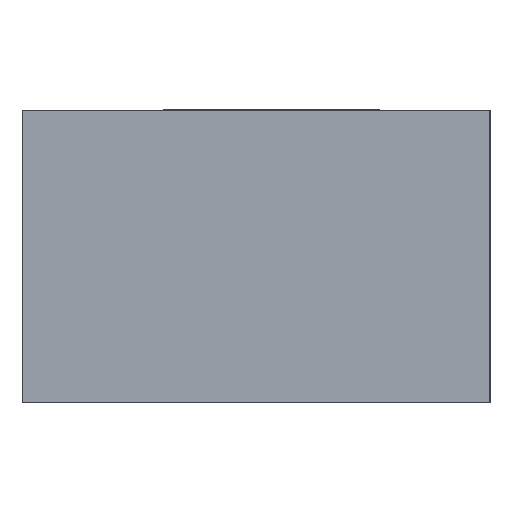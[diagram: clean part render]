
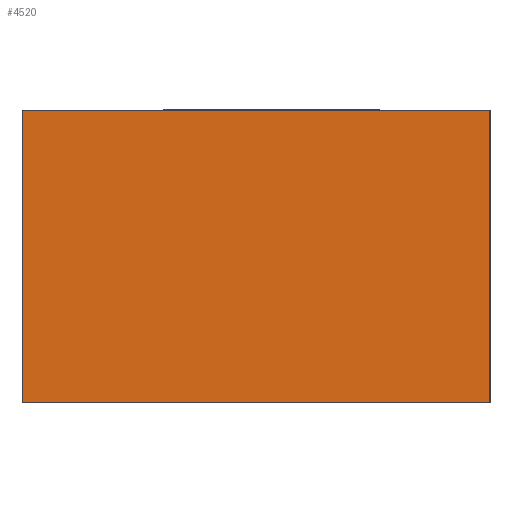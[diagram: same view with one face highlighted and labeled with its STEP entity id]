
A CAD part, left-side view. The second image highlights one B-rep face of the part: STEP entity #4520.
In plain terms, the highlighted planar face has unit normal (-1, 0, 0).
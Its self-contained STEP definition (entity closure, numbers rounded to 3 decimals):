
#1578 = PLANE('',#1579);
#1579 = AXIS2_PLACEMENT_3D('',#1580,#1581,#1582);
#1580 = CARTESIAN_POINT('',(-1.55,0.8,0.05));
#1581 = DIRECTION('',(0.,-1.,0.));
#1582 = DIRECTION('',(1.,0.,0.));
#1795 = PLANE('',#1796);
#1796 = AXIS2_PLACEMENT_3D('',#1797,#1798,#1799);
#1797 = CARTESIAN_POINT('',(-1.6,0.8,1.));
#1798 = DIRECTION('',(0.,0.,-1.));
#1799 = DIRECTION('',(0.,-1.,0.));
#1894 = PLANE('',#1895);
#1895 = AXIS2_PLACEMENT_3D('',#1896,#1897,#1898);
#1896 = CARTESIAN_POINT('',(-1.55,-0.8,0.05));
#1897 = DIRECTION('',(0.,1.,0.));
#1898 = DIRECTION('',(-1.,0.,0.));
#3246 = VERTEX_POINT('',#3247);
#3247 = CARTESIAN_POINT('',(-1.6,0.8,0.));
#3261 = PLANE('',#3262);
#3262 = AXIS2_PLACEMENT_3D('',#3263,#3264,#3265);
#3263 = CARTESIAN_POINT('',(0.,0.,
    0.));
#3264 = DIRECTION('',(0.,0.,1.));
#3265 = DIRECTION('',(0.,1.,0.));
#3276 = VERTEX_POINT('',#3277);
#3277 = CARTESIAN_POINT('',(-1.6,0.8,1.));
#3298 = EDGE_CURVE('',#3276,#3246,#3299,.T.);
#3299 = SURFACE_CURVE('',#3300,(#3304,#3311),.PCURVE_S1.);
#3300 = LINE('',#3301,#3302);
#3301 = CARTESIAN_POINT('',(-1.6,0.8,0.05));
#3302 = VECTOR('',#3303,1.);
#3303 = DIRECTION('',(0.,0.,-1.));
#3304 = PCURVE('',#1578,#3305);
#3305 = DEFINITIONAL_REPRESENTATION('',(#3306),#3310);
#3306 = LINE('',#3307,#3308);
#3307 = CARTESIAN_POINT('',(-0.05,0.));
#3308 = VECTOR('',#3309,1.);
#3309 = DIRECTION('',(0.,-1.));
#3310 = ( GEOMETRIC_REPRESENTATION_CONTEXT(2) 
PARAMETRIC_REPRESENTATION_CONTEXT() REPRESENTATION_CONTEXT('2D SPACE',''
  ) );
#3311 = PCURVE('',#3312,#3317);
#3312 = PLANE('',#3313);
#3313 = AXIS2_PLACEMENT_3D('',#3314,#3315,#3316);
#3314 = CARTESIAN_POINT('',(-1.6,0.8,0.05));
#3315 = DIRECTION('',(1.,0.,0.));
#3316 = DIRECTION('',(0.,1.,0.));
#3317 = DEFINITIONAL_REPRESENTATION('',(#3318),#3322);
#3318 = LINE('',#3319,#3320);
#3319 = CARTESIAN_POINT('',(0.,0.));
#3320 = VECTOR('',#3321,1.);
#3321 = DIRECTION('',(0.,-1.));
#3322 = ( GEOMETRIC_REPRESENTATION_CONTEXT(2) 
PARAMETRIC_REPRESENTATION_CONTEXT() REPRESENTATION_CONTEXT('2D SPACE',''
  ) );
#3809 = VERTEX_POINT('',#3810);
#3810 = CARTESIAN_POINT('',(-1.6,-0.8,1.));
#3831 = EDGE_CURVE('',#3809,#3276,#3832,.T.);
#3832 = SURFACE_CURVE('',#3833,(#3837,#3844),.PCURVE_S1.);
#3833 = LINE('',#3834,#3835);
#3834 = CARTESIAN_POINT('',(-1.6,0.8,1.));
#3835 = VECTOR('',#3836,1.);
#3836 = DIRECTION('',(0.,1.,0.));
#3837 = PCURVE('',#1795,#3838);
#3838 = DEFINITIONAL_REPRESENTATION('',(#3839),#3843);
#3839 = LINE('',#3840,#3841);
#3840 = CARTESIAN_POINT('',(0.,0.));
#3841 = VECTOR('',#3842,1.);
#3842 = DIRECTION('',(-1.,0.));
#3843 = ( GEOMETRIC_REPRESENTATION_CONTEXT(2) 
PARAMETRIC_REPRESENTATION_CONTEXT() REPRESENTATION_CONTEXT('2D SPACE',''
  ) );
#3844 = PCURVE('',#3312,#3845);
#3845 = DEFINITIONAL_REPRESENTATION('',(#3846),#3850);
#3846 = LINE('',#3847,#3848);
#3847 = CARTESIAN_POINT('',(0.,0.95));
#3848 = VECTOR('',#3849,1.);
#3849 = DIRECTION('',(1.,0.));
#3850 = ( GEOMETRIC_REPRESENTATION_CONTEXT(2) 
PARAMETRIC_REPRESENTATION_CONTEXT() REPRESENTATION_CONTEXT('2D SPACE',''
  ) );
#3857 = VERTEX_POINT('',#3858);
#3858 = CARTESIAN_POINT('',(-1.6,-0.8,0.));
#3879 = EDGE_CURVE('',#3809,#3857,#3880,.T.);
#3880 = SURFACE_CURVE('',#3881,(#3885,#3892),.PCURVE_S1.);
#3881 = LINE('',#3882,#3883);
#3882 = CARTESIAN_POINT('',(-1.6,-0.8,0.05));
#3883 = VECTOR('',#3884,1.);
#3884 = DIRECTION('',(0.,0.,-1.));
#3885 = PCURVE('',#1894,#3886);
#3886 = DEFINITIONAL_REPRESENTATION('',(#3887),#3891);
#3887 = LINE('',#3888,#3889);
#3888 = CARTESIAN_POINT('',(0.05,0.));
#3889 = VECTOR('',#3890,1.);
#3890 = DIRECTION('',(0.,-1.));
#3891 = ( GEOMETRIC_REPRESENTATION_CONTEXT(2) 
PARAMETRIC_REPRESENTATION_CONTEXT() REPRESENTATION_CONTEXT('2D SPACE',''
  ) );
#3892 = PCURVE('',#3312,#3893);
#3893 = DEFINITIONAL_REPRESENTATION('',(#3894),#3898);
#3894 = LINE('',#3895,#3896);
#3895 = CARTESIAN_POINT('',(-1.6,0.));
#3896 = VECTOR('',#3897,1.);
#3897 = DIRECTION('',(0.,-1.));
#3898 = ( GEOMETRIC_REPRESENTATION_CONTEXT(2) 
PARAMETRIC_REPRESENTATION_CONTEXT() REPRESENTATION_CONTEXT('2D SPACE',''
  ) );
#4499 = EDGE_CURVE('',#3246,#3857,#4500,.T.);
#4500 = SURFACE_CURVE('',#4501,(#4505,#4512),.PCURVE_S1.);
#4501 = LINE('',#4502,#4503);
#4502 = CARTESIAN_POINT('',(-1.6,0.8,0.));
#4503 = VECTOR('',#4504,1.);
#4504 = DIRECTION('',(0.,-1.,0.));
#4505 = PCURVE('',#3261,#4506);
#4506 = DEFINITIONAL_REPRESENTATION('',(#4507),#4511);
#4507 = LINE('',#4508,#4509);
#4508 = CARTESIAN_POINT('',(0.8,1.6));
#4509 = VECTOR('',#4510,1.);
#4510 = DIRECTION('',(-1.,0.));
#4511 = ( GEOMETRIC_REPRESENTATION_CONTEXT(2) 
PARAMETRIC_REPRESENTATION_CONTEXT() REPRESENTATION_CONTEXT('2D SPACE',''
  ) );
#4512 = PCURVE('',#3312,#4513);
#4513 = DEFINITIONAL_REPRESENTATION('',(#4514),#4518);
#4514 = LINE('',#4515,#4516);
#4515 = CARTESIAN_POINT('',(0.,-0.05));
#4516 = VECTOR('',#4517,1.);
#4517 = DIRECTION('',(-1.,0.));
#4518 = ( GEOMETRIC_REPRESENTATION_CONTEXT(2) 
PARAMETRIC_REPRESENTATION_CONTEXT() REPRESENTATION_CONTEXT('2D SPACE',''
  ) );
#4520 = ADVANCED_FACE('',(#4521),#3312,.F.);
#4521 = FACE_BOUND('',#4522,.T.);
#4522 = EDGE_LOOP('',(#4523,#4524,#4525,#4526));
#4523 = ORIENTED_EDGE('',*,*,#4499,.T.);
#4524 = ORIENTED_EDGE('',*,*,#3879,.F.);
#4525 = ORIENTED_EDGE('',*,*,#3831,.T.);
#4526 = ORIENTED_EDGE('',*,*,#3298,.T.);
